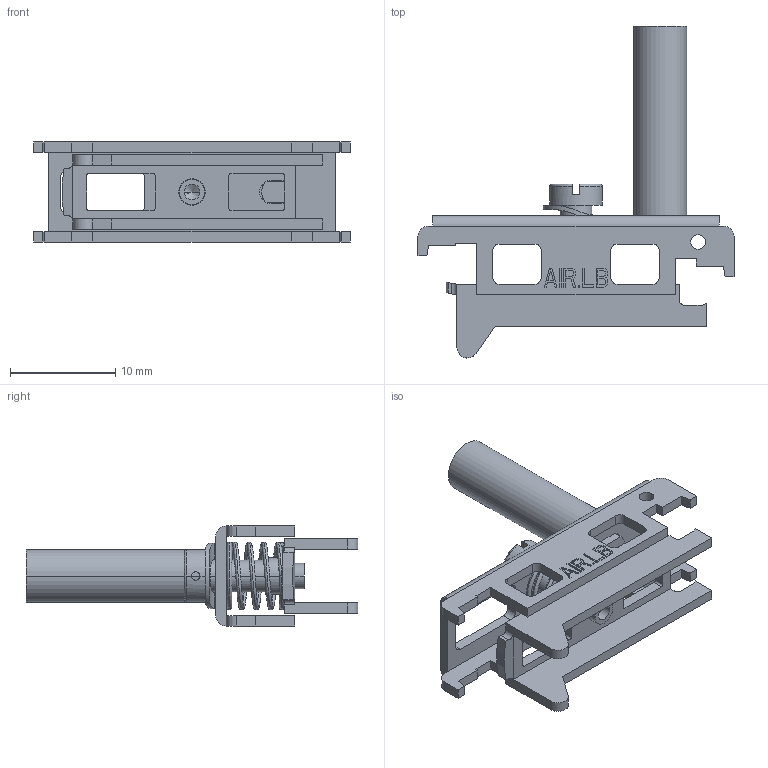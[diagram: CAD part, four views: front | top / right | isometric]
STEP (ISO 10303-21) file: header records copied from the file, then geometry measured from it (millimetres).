
FILE_DESCRIPTION((''),'2;1');
FILE_NAME('00110200460','2019-11-04T',('presta_be4'),(''),'CREO PARAMETRIC BY PTC INC, 2018360','CREO PARAMETRIC BY PTC INC, 2018360','');
FILE_SCHEMA(('CONFIG_CONTROL_DESIGN'));
Length unit declared in the file: millimetre
Products named in the file (1): 00110200460
Bounding box: 30 x 31.5 x 9.5 mm (x, y, z)
Volume: 1102.8 mm3; surface area: 2514.3 mm2
Topology: 2 solids, 2 shells, 419 faces, 1152 edges, 758 vertices
Faces by surface type: plane 320, cylinder 82, torus 8, cone 6, bspline 3
Entity records: 21840 total; most frequent: CARTESIAN_POINT 11087, ORIENTED_EDGE 2296, DIRECTION 2076, EDGE_CURVE 1148, VECTOR 918, LINE 918, VERTEX_POINT 758, AXIS2_PLACEMENT_3D 579
